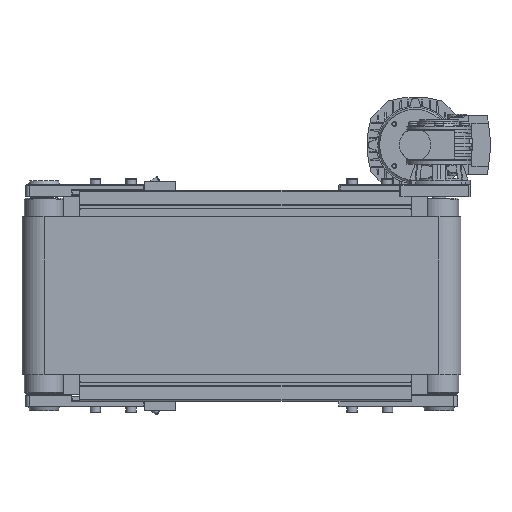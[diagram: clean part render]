
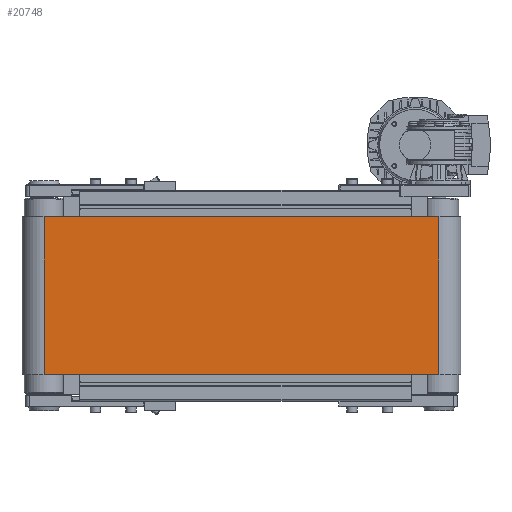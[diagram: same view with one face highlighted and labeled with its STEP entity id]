
A CAD part, top view. The second image highlights one B-rep face of the part: STEP entity #20748.
In plain terms, the highlighted planar face has unit normal (0, 0, 1).
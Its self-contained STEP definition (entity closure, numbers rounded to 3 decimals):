
#20608=CARTESIAN_POINT('',(500.0,-100.0,28.));
#20609=VERTEX_POINT('',#20608);
#20619=CARTESIAN_POINT('',(0.,-100.0,28.));
#20620=VERTEX_POINT('',#20619);
#20621=CARTESIAN_POINT('',(0.,-100.0,28.));
#20622=DIRECTION('',(1.0,0.0,0.0));
#20623=VECTOR('',#20622,500.0);
#20624=LINE('',#20621,#20623);
#20625=EDGE_CURVE('',#20620,#20609,#20624,.T.);
#20656=CARTESIAN_POINT('',(0.,100.0,28.));
#20657=VERTEX_POINT('',#20656);
#20674=CARTESIAN_POINT('',(0.,100.0,28.));
#20675=DIRECTION('',(0.0,-1.0,0.0));
#20676=VECTOR('',#20675,200.0);
#20677=LINE('',#20674,#20676);
#20678=EDGE_CURVE('',#20657,#20620,#20677,.T.);
#20712=CARTESIAN_POINT('',(500.0,100.0,28.));
#20713=VERTEX_POINT('',#20712);
#20721=CARTESIAN_POINT('',(500.0,-100.0,28.));
#20722=DIRECTION('',(0.0,1.0,0.0));
#20723=VECTOR('',#20722,200.0);
#20724=LINE('',#20721,#20723);
#20725=EDGE_CURVE('',#20609,#20713,#20724,.T.);
#20732=CARTESIAN_POINT('',(500.0,0.0,28.));
#20733=DIRECTION('',(0.0,0.0,1.0));
#20734=DIRECTION('',(1.0,0.0,0.0));
#20735=AXIS2_PLACEMENT_3D('',#20732,#20733,#20734);
#20736=PLANE('',#20735);
#20737=CARTESIAN_POINT('',(500.0,100.0,28.));
#20738=DIRECTION('',(-1.0,0.0,0.0));
#20739=VECTOR('',#20738,500.0);
#20740=LINE('',#20737,#20739);
#20741=EDGE_CURVE('',#20713,#20657,#20740,.T.);
#20742=ORIENTED_EDGE('',*,*,#20741,.T.);
#20743=ORIENTED_EDGE('',*,*,#20678,.T.);
#20744=ORIENTED_EDGE('',*,*,#20625,.T.);
#20745=ORIENTED_EDGE('',*,*,#20725,.T.);
#20746=EDGE_LOOP('',(#20742,#20743,#20744,#20745));
#20747=FACE_OUTER_BOUND('',#20746,.T.);
#20748=ADVANCED_FACE('',(#20747),#20736,.T.);
